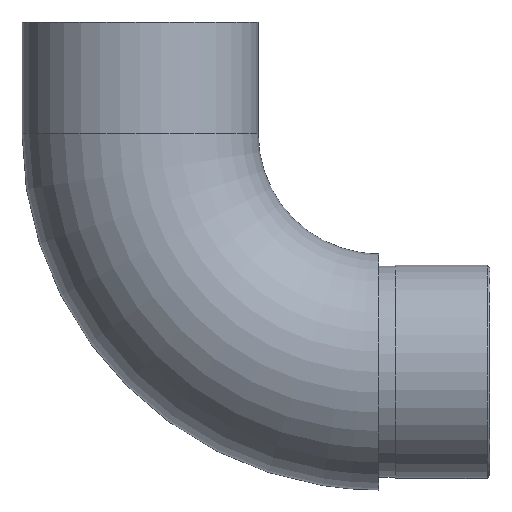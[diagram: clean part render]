
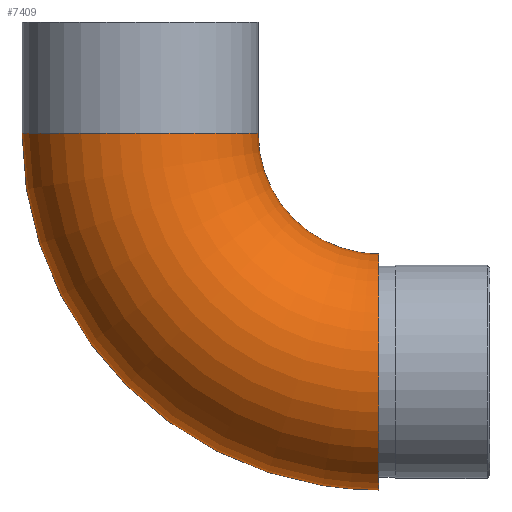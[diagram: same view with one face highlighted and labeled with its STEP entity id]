
A CAD part, left-side view. The second image highlights one B-rep face of the part: STEP entity #7409.
In plain terms, the highlighted toroidal (fillet/blend) face has major radius 42.8 mm and minor radius 21.2 mm.
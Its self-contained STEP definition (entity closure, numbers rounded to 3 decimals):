
#615 = AXIS2_PLACEMENT_3D ( 'NONE', #7112, #1117, #3178 ) ;
#1117 = DIRECTION ( 'NONE',  ( 0., 0., 1. ) ) ;
#3170 = CARTESIAN_POINT ( 'NONE',  ( 0., 0., 0. ) ) ;
#3178 = DIRECTION ( 'NONE',  ( 0., -1., 0. ) ) ;
#3382 = ORIENTED_EDGE ( 'NONE', *, *, #9033, .F. ) ;
#3596 = FACE_OUTER_BOUND ( 'NONE', #9342, .T. ) ;
#3790 = CIRCLE ( 'NONE', #615, 21.2 ) ;
#4497 = VERTEX_POINT ( 'NONE', #6753 ) ;
#4787 = VERTEX_POINT ( 'NONE', #7757 ) ;
#4940 = FACE_OUTER_BOUND ( 'NONE', #8236, .T. ) ;
#6638 = TOROIDAL_SURFACE ( 'NONE', #11902, 42.8, 21.2 ) ;
#6705 = DIRECTION ( 'NONE',  ( 0., 0., 1. ) ) ;
#6753 = CARTESIAN_POINT ( 'NONE',  ( 0., 0., 21.2 ) ) ;
#6868 = DIRECTION ( 'NONE',  ( -1., 0., 0. ) ) ;
#7112 = CARTESIAN_POINT ( 'NONE',  ( 0., 42.8, 42.8 ) ) ;
#7409 = ADVANCED_FACE ( 'NONE', ( #3596, #4940 ), #6638, .T. ) ;
#7757 = CARTESIAN_POINT ( 'NONE',  ( 0., 21.6, 42.8 ) ) ;
#8015 = DIRECTION ( 'NONE',  ( 0., 0., 1. ) ) ;
#8236 = EDGE_LOOP ( 'NONE', ( #9355 ) ) ;
#9033 = EDGE_CURVE ( 'NONE', #4787, #4787, #3790, .T. ) ;
#9342 = EDGE_LOOP ( 'NONE', ( #3382 ) ) ;
#9355 = ORIENTED_EDGE ( 'NONE', *, *, #11268, .T. ) ;
#9747 = CARTESIAN_POINT ( 'NONE',  ( 0., 0., 42.8 ) ) ;
#10954 = DIRECTION ( 'NONE',  ( 0., 1., 0. ) ) ;
#11268 = EDGE_CURVE ( 'NONE', #4497, #4497, #11884, .T. ) ;
#11384 = AXIS2_PLACEMENT_3D ( 'NONE', #3170, #10954, #8015 ) ;
#11884 = CIRCLE ( 'NONE', #11384, 21.2 ) ;
#11902 = AXIS2_PLACEMENT_3D ( 'NONE', #9747, #6868, #6705 ) ;
